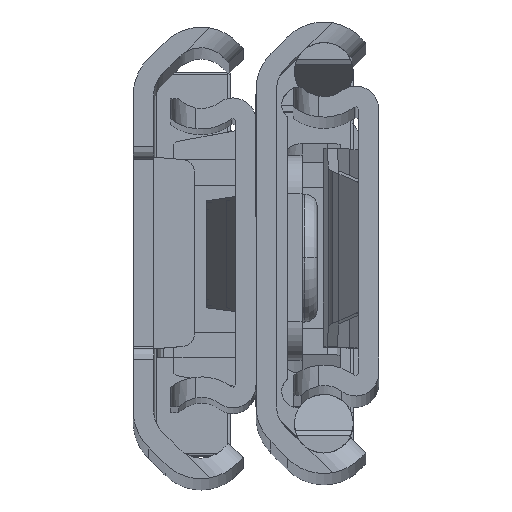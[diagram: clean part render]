
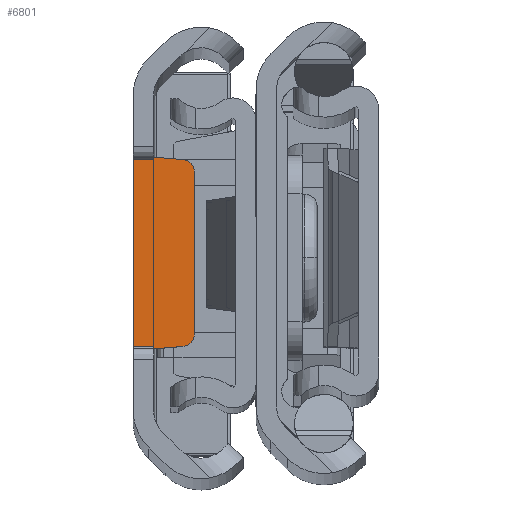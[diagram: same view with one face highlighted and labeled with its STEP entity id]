
A CAD part, top view. The second image highlights one B-rep face of the part: STEP entity #6801.
In plain terms, the highlighted planar face has unit normal (0, 0, 1).
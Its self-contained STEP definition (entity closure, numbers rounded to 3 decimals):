
#10 = DIRECTION ( 'NONE',  ( 0., -1., 0. ) ) ;
#79 = CARTESIAN_POINT ( 'NONE',  ( 0., 7.5, -3.9 ) ) ;
#106 = CARTESIAN_POINT ( 'NONE',  ( 0., -7.5, -3.9 ) ) ;
#721 = CARTESIAN_POINT ( 'NONE',  ( 4.8, 7.23, -3.9 ) ) ;
#775 = DIRECTION ( 'NONE',  ( 0., -1., 0. ) ) ;
#1117 = EDGE_CURVE ( 'NONE', #7609, #11107, #1719, .T. ) ;
#1134 = CARTESIAN_POINT ( 'NONE',  ( 4.8, 6.311, -3.9 ) ) ;
#1550 = CARTESIAN_POINT ( 'NONE',  ( 1.6, -7.5, -3.9 ) ) ;
#1719 = LINE ( 'NONE', #6063, #14277 ) ;
#1749 = ORIENTED_EDGE ( 'NONE', *, *, #6454, .T. ) ;
#1813 = FACE_OUTER_BOUND ( 'NONE', #11971, .T. ) ;
#1886 = DIRECTION ( 'NONE',  ( 0., 1., 0. ) ) ;
#2629 = VERTEX_POINT ( 'NONE', #1134 ) ;
#3080 = VERTEX_POINT ( 'NONE', #3840 ) ;
#3240 = CARTESIAN_POINT ( 'NONE',  ( 8.601, 7.5, -3.9 ) ) ;
#3782 = DIRECTION ( 'NONE',  ( -0.996, 0.084, 0. ) ) ;
#3807 = CARTESIAN_POINT ( 'NONE',  ( 3.8, -6.311, -3.9 ) ) ;
#3840 = CARTESIAN_POINT ( 'NONE',  ( 1.6, 7.5, -3.9 ) ) ;
#4210 = CARTESIAN_POINT ( 'NONE',  ( 4.8, -6.311, -3.9 ) ) ;
#4221 = AXIS2_PLACEMENT_3D ( 'NONE', #18986, #18890, #13050 ) ;
#4449 = DIRECTION ( 'NONE',  ( 0., 0., 1. ) ) ;
#4887 = ORIENTED_EDGE ( 'NONE', *, *, #19497, .F. ) ;
#5563 = ORIENTED_EDGE ( 'NONE', *, *, #15207, .T. ) ;
#6057 = PLANE ( 'NONE',  #18912 ) ;
#6063 = CARTESIAN_POINT ( 'NONE',  ( 4.8, -7.23, -3.9 ) ) ;
#6148 = ORIENTED_EDGE ( 'NONE', *, *, #7299, .T. ) ;
#6454 = EDGE_CURVE ( 'NONE', #8746, #2629, #12742, .T. ) ;
#6757 = VERTEX_POINT ( 'NONE', #106 ) ;
#6801 = ADVANCED_FACE ( 'NONE', ( #1813 ), #6057, .T. ) ;
#6873 = DIRECTION ( 'NONE',  ( 0., 1., 0. ) ) ;
#7299 = EDGE_CURVE ( 'NONE', #7350, #3080, #11354, .T. ) ;
#7308 = DIRECTION ( 'NONE',  ( -1., 0., 0. ) ) ;
#7350 = VERTEX_POINT ( 'NONE', #17683 ) ;
#7609 = VERTEX_POINT ( 'NONE', #1550 ) ;
#8224 = CARTESIAN_POINT ( 'NONE',  ( 1.6, 7.5, -3.9 ) ) ;
#8545 = DIRECTION ( 'NONE',  ( -1., 0., 0. ) ) ;
#8746 = VERTEX_POINT ( 'NONE', #4210 ) ;
#8933 = LINE ( 'NONE', #15079, #16752 ) ;
#9769 = CARTESIAN_POINT ( 'NONE',  ( 8.601, -7.5, -3.9 ) ) ;
#10047 = CIRCLE ( 'NONE', #13265, 1. ) ;
#11107 = VERTEX_POINT ( 'NONE', #16436 ) ;
#11354 = LINE ( 'NONE', #8224, #18293 ) ;
#11768 = ORIENTED_EDGE ( 'NONE', *, *, #1117, .T. ) ;
#11971 = EDGE_LOOP ( 'NONE', ( #11768, #19548, #1749, #5563, #6148, #19514, #15363, #4887 ) ) ;
#12742 = LINE ( 'NONE', #721, #19856 ) ;
#12883 = CARTESIAN_POINT ( 'NONE',  ( 0., 7.5, -3.9 ) ) ;
#12916 = CIRCLE ( 'NONE', #4221, 1. ) ;
#12955 = VECTOR ( 'NONE', #1886, 1000. ) ;
#13050 = DIRECTION ( 'NONE',  ( 0., -1., 0. ) ) ;
#13062 = VERTEX_POINT ( 'NONE', #12883 ) ;
#13265 = AXIS2_PLACEMENT_3D ( 'NONE', #3807, #14389, #775 ) ;
#13958 = VECTOR ( 'NONE', #8545, 1000. ) ;
#14277 = VECTOR ( 'NONE', #18657, 1000. ) ;
#14389 = DIRECTION ( 'NONE',  ( 0., 0., 1. ) ) ;
#14963 = EDGE_CURVE ( 'NONE', #3080, #13062, #8933, .T. ) ;
#15079 = CARTESIAN_POINT ( 'NONE',  ( 8.601, 7.5, -3.9 ) ) ;
#15207 = EDGE_CURVE ( 'NONE', #2629, #7350, #12916, .T. ) ;
#15363 = ORIENTED_EDGE ( 'NONE', *, *, #18091, .F. ) ;
#16436 = CARTESIAN_POINT ( 'NONE',  ( 3.884, -7.307, -3.9 ) ) ;
#16752 = VECTOR ( 'NONE', #7308, 1000. ) ;
#17510 = LINE ( 'NONE', #9769, #13958 ) ;
#17683 = CARTESIAN_POINT ( 'NONE',  ( 3.884, 7.307, -3.9 ) ) ;
#18091 = EDGE_CURVE ( 'NONE', #6757, #13062, #18821, .T. ) ;
#18275 = EDGE_CURVE ( 'NONE', #11107, #8746, #10047, .T. ) ;
#18293 = VECTOR ( 'NONE', #3782, 1000. ) ;
#18657 = DIRECTION ( 'NONE',  ( 0.996, 0.084, 0. ) ) ;
#18821 = LINE ( 'NONE', #79, #12955 ) ;
#18890 = DIRECTION ( 'NONE',  ( 0., 0., 1. ) ) ;
#18912 = AXIS2_PLACEMENT_3D ( 'NONE', #3240, #4449, #10 ) ;
#18986 = CARTESIAN_POINT ( 'NONE',  ( 3.8, 6.311, -3.9 ) ) ;
#19497 = EDGE_CURVE ( 'NONE', #7609, #6757, #17510, .T. ) ;
#19514 = ORIENTED_EDGE ( 'NONE', *, *, #14963, .T. ) ;
#19548 = ORIENTED_EDGE ( 'NONE', *, *, #18275, .T. ) ;
#19856 = VECTOR ( 'NONE', #6873, 1000. ) ;
